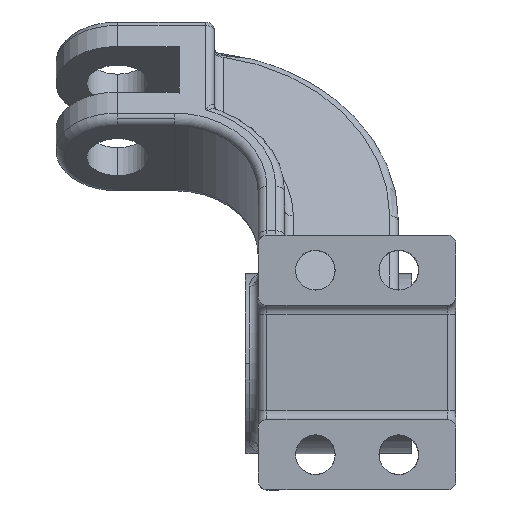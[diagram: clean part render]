
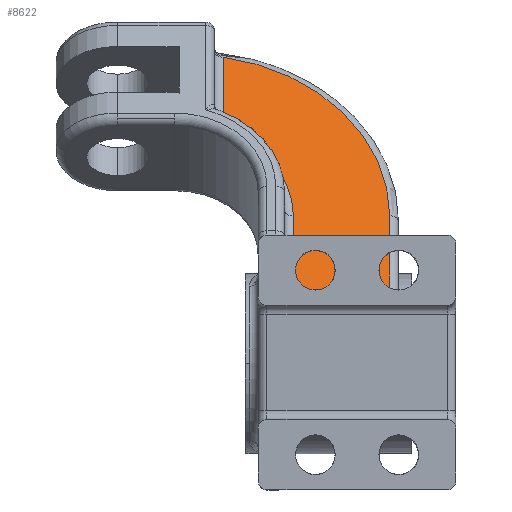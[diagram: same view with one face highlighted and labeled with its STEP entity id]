
A CAD part, top view. The second image highlights one B-rep face of the part: STEP entity #8622.
In plain terms, the highlighted planar face has unit normal (0, 0.602, 0.799).
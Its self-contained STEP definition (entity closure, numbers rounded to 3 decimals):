
#5 = ORIENTED_EDGE ( 'NONE', *, *, #2704, .T. ) ;
#72 = VERTEX_POINT ( 'NONE', #6372 ) ;
#407 = ORIENTED_EDGE ( 'NONE', *, *, #9496, .T. ) ;
#412 = FACE_OUTER_BOUND ( 'NONE', #8844, .T. ) ;
#606 =( BOUNDED_CURVE ( )  B_SPLINE_CURVE ( 3, ( #11447, #635, #696, #7018 ),
 .UNSPECIFIED., .F., .F. ) 
 B_SPLINE_CURVE_WITH_KNOTS ( ( 4, 4 ),
 ( 3.265, 3.382 ),
 .UNSPECIFIED. ) 
 CURVE ( )  GEOMETRIC_REPRESENTATION_ITEM ( )  RATIONAL_B_SPLINE_CURVE ( ( 1., 0.999, 0.999, 1. ) ) 
 REPRESENTATION_ITEM ( '' )  );
#614 = ORIENTED_EDGE ( 'NONE', *, *, #9237, .T. ) ;
#635 = CARTESIAN_POINT ( 'NONE',  ( 26.539, 3.796, -32.104 ) ) ;
#662 = DIRECTION ( 'NONE',  ( 0., 0.799, -0.602 ) ) ;
#696 = CARTESIAN_POINT ( 'NONE',  ( 26.736, 3.785, -32.096 ) ) ;
#721 = EDGE_CURVE ( 'NONE', #1906, #8477, #11756, .T. ) ;
#1070 = AXIS2_PLACEMENT_3D ( 'NONE', #11683, #5100, #1408 ) ;
#1118 = CARTESIAN_POINT ( 'NONE',  ( -11., 69.639, -81.72 ) ) ;
#1175 = VECTOR ( 'NONE', #3561, 1000. ) ;
#1408 = DIRECTION ( 'NONE',  ( 0., 0.799, -0.602 ) ) ;
#1638 = CARTESIAN_POINT ( 'NONE',  ( -11., 33.471, -54.466 ) ) ;
#1779 = CARTESIAN_POINT ( 'NONE',  ( -11., 53.163, -69.305 ) ) ;
#1906 = VERTEX_POINT ( 'NONE', #6706 ) ;
#2038 = VECTOR ( 'NONE', #10587, 1000. ) ;
#2242 = DIRECTION ( 'NONE',  ( 0., -0.799, 0.602 ) ) ;
#2442 = CARTESIAN_POINT ( 'NONE',  ( -19.068, 33.471, -54.466 ) ) ;
#2704 = EDGE_CURVE ( 'NONE', #5196, #5738, #11386, .T. ) ;
#3135 = DIRECTION ( 'NONE',  ( 0., -0.602, -0.799 ) ) ;
#3424 = CARTESIAN_POINT ( 'NONE',  ( 26.932, 3.762, -32.079 ) ) ;
#3561 = DIRECTION ( 'NONE',  ( 1., 0., 0. ) ) ;
#4213 = CARTESIAN_POINT ( 'NONE',  ( 26.932, 33.471, -54.466 ) ) ;
#5100 = DIRECTION ( 'NONE',  ( 0., -0.602, -0.799 ) ) ;
#5196 = VERTEX_POINT ( 'NONE', #9244 ) ;
#5314 = EDGE_CURVE ( 'NONE', #10945, #5196, #6856, .T. ) ;
#5475 = AXIS2_PLACEMENT_3D ( 'NONE', #7690, #3135, #10261 ) ;
#5738 = VERTEX_POINT ( 'NONE', #1118 ) ;
#5774 = CARTESIAN_POINT ( 'NONE',  ( 26.343, 3.796, -32.104 ) ) ;
#5911 = ORIENTED_EDGE ( 'NONE', *, *, #11435, .T. ) ;
#6053 = VECTOR ( 'NONE', #2242, 1000. ) ;
#6083 = DIRECTION ( 'NONE',  ( 0., 0.602, 0.799 ) ) ;
#6372 = CARTESIAN_POINT ( 'NONE',  ( 5., 33.471, -54.466 ) ) ;
#6605 = PLANE ( 'NONE',  #5475 ) ;
#6706 = CARTESIAN_POINT ( 'NONE',  ( 5., 3.796, -32.104 ) ) ;
#6856 = LINE ( 'NONE', #4213, #9459 ) ;
#7018 = CARTESIAN_POINT ( 'NONE',  ( 26.932, 3.762, -32.079 ) ) ;
#7223 = ORIENTED_EDGE ( 'NONE', *, *, #9417, .T. ) ;
#7615 = CARTESIAN_POINT ( 'NONE',  ( 5., 33.471, -54.466 ) ) ;
#7690 = CARTESIAN_POINT ( 'NONE',  ( -22., 33.471, -54.466 ) ) ;
#7861 = DIRECTION ( 'NONE',  ( 0., 0.799, -0.602 ) ) ;
#8001 = ORIENTED_EDGE ( 'NONE', *, *, #5314, .T. ) ;
#8445 = LINE ( 'NONE', #7615, #6053 ) ;
#8477 = VERTEX_POINT ( 'NONE', #5774 ) ;
#8622 = ADVANCED_FACE ( 'NONE', ( #412 ), #6605, .F. ) ;
#8788 = ORIENTED_EDGE ( 'NONE', *, *, #721, .T. ) ;
#8844 = EDGE_LOOP ( 'NONE', ( #8788, #7223, #8001, #5, #5911, #407, #614 ) ) ;
#9237 = EDGE_CURVE ( 'NONE', #72, #1906, #8445, .T. ) ;
#9244 = CARTESIAN_POINT ( 'NONE',  ( 26.932, 33.471, -54.466 ) ) ;
#9417 = EDGE_CURVE ( 'NONE', #8477, #10945, #606, .T. ) ;
#9459 = VECTOR ( 'NONE', #7861, 1000. ) ;
#9496 = EDGE_CURVE ( 'NONE', #10516, #72, #10997, .T. ) ;
#9814 = LINE ( 'NONE', #1638, #2038 ) ;
#10132 = CARTESIAN_POINT ( 'NONE',  ( -22., 3.796, -32.104 ) ) ;
#10230 = AXIS2_PLACEMENT_3D ( 'NONE', #2442, #6083, #662 ) ;
#10261 = DIRECTION ( 'NONE',  ( 0., 0.799, -0.602 ) ) ;
#10516 = VERTEX_POINT ( 'NONE', #1779 ) ;
#10587 = DIRECTION ( 'NONE',  ( 0., -0.799, 0.602 ) ) ;
#10945 = VERTEX_POINT ( 'NONE', #3424 ) ;
#10997 = CIRCLE ( 'NONE', #1070, 27. ) ;
#11386 = CIRCLE ( 'NONE', #10230, 46. ) ;
#11435 = EDGE_CURVE ( 'NONE', #5738, #10516, #9814, .T. ) ;
#11447 = CARTESIAN_POINT ( 'NONE',  ( 26.343, 3.796, -32.104 ) ) ;
#11683 = CARTESIAN_POINT ( 'NONE',  ( -22., 33.471, -54.466 ) ) ;
#11756 = LINE ( 'NONE', #10132, #1175 ) ;
